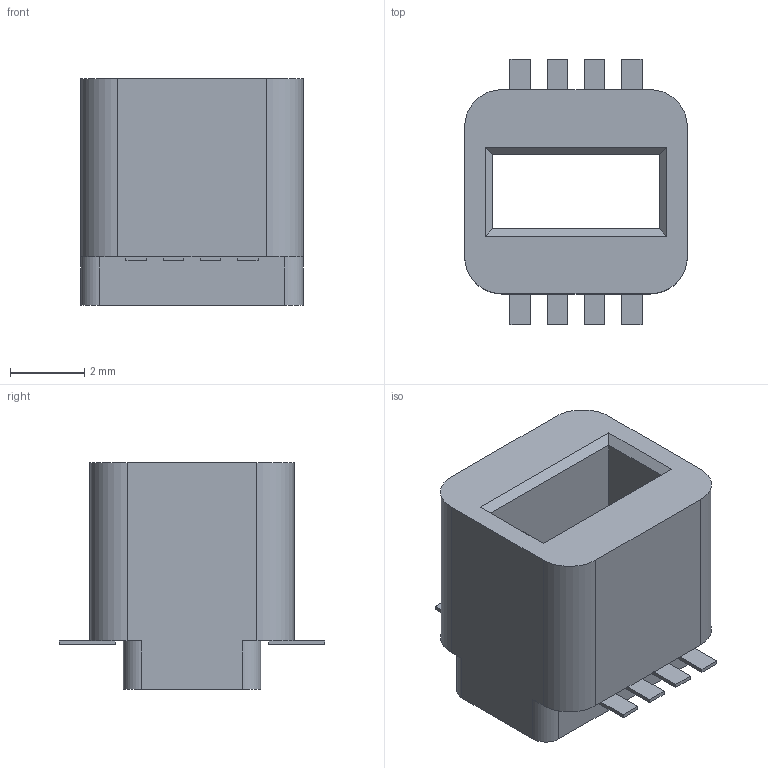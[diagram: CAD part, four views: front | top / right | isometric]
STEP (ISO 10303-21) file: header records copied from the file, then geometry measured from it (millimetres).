
FILE_DESCRIPTION(/* description */ ('FreeCAD Model','CAx-IF Rec.Pracs.---Representation and Presentation of Product Manufacturing Information (PMI)---4.0---2014-10-13'),/* implementation_level */ '2;1');
FILE_NAME(/* name */ '009159008801906.step',/* time_stamp */ '2025-04-01T18:18:45+02:00',/* author */ (''),/* organization */ (''),/* preprocessor_version */ 'ST-DEVELOPER v20',/* originating_system */ 'Autodesk Translation Framework v13.20.0.188',/* authorisation */ '');
FILE_SCHEMA (('AP242_MANAGED_MODEL_BASED_3D_ENGINEERING_MIM_LF { 1 0 10303 442 1 1 4 }'));
Length unit declared in the file: millimetre
Products named in the file (3): ASSEMBLY; Body; Pins
Assembly tree (2 placements, depth 2):
  ASSEMBLY
    Body
    Pins
Bounding box: 6 x 7.16 x 6.1 mm (x, y, z)
Volume: 128.1 mm3; surface area: 265.8 mm2
Topology: 9 solids, 9 shells, 78 faces, 172 edges, 112 vertices
Faces by surface type: plane 70, cylinder 8
Entity records: 2204 total; most frequent: CARTESIAN_POINT 367, DIRECTION 354, ORIENTED_EDGE 344, EDGE_CURVE 172, LINE 156, VECTOR 156, VERTEX_POINT 112, AXIS2_PLACEMENT_3D 99
